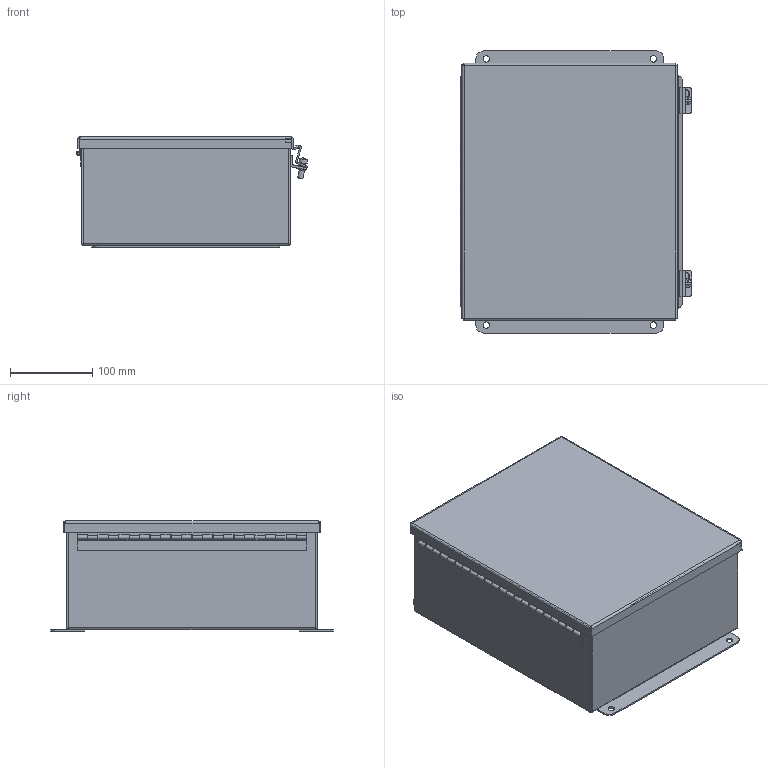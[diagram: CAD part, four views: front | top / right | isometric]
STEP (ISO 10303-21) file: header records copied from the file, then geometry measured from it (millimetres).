
FILE_DESCRIPTION(/* description */ ('B_AL TUB, 0.08 ALUMINUM, 12X10X5'),/* implementation_level */ '2;1');
FILE_NAME(/* name */ 'BN4121005CHAL.stp',/* time_stamp */ '2017-03-29T19:21:15+06:00',/* author */ ('vdas'),/* organization */ (''),/* preprocessor_version */ 'ST-DEVELOPER v16.1',/* originating_system */ 'Autodesk Inventor 2016',/* authorisation */ '');
FILE_SCHEMA (('AUTOMOTIVE_DESIGN { 1 0 10303 214 3 1 1 }'));
Length unit declared in the file: inch
Products named in the file (14): B_121005_ALBKP; 32843TH; 32843LH; 32843P; 32843; B_1210CHALLID; 34849; 3086; C2002; 372135; 3887; 38830; 316166; BN4121005CHAL
Assembly tree (21 placements, depth 3):
  BN4121005CHAL
    B_121005_ALBKP
    32843
      32843TH
      32843LH
      32843P
    B_1210CHALLID
    34849  x2
    3086  x2
    C2002  x2
    372135  x2
    3887  x4
    38830
    316166  x2
Bounding box: 281.57 x 342.9 x 133.96 mm (x, y, z)
Volume: 743265.6 mm3; surface area: 768647.3 mm2
Topology: 20 solids, 20 shells, 443 faces, 1065 edges, 671 vertices
Faces by surface type: plane 273, cylinder 129, bspline 24, cone 11, sphere 4, torus 2
Full cylindrical faces by diameter (mm): 2.54 x1, 2.957 x22, 3.967 x4, 4.826 x1, 4.978 x2, 6.35 x11, 7.874 x4, 7.95 x4, 8.738 x2, 10.402 x2
Entity records: 11000 total; most frequent: CARTESIAN_POINT 2435, DIRECTION 1624, ORIENTED_EDGE 1584, EDGE_CURVE 792, LINE 574, VECTOR 574, AXIS2_PLACEMENT_3D 525, VERTEX_POINT 520
